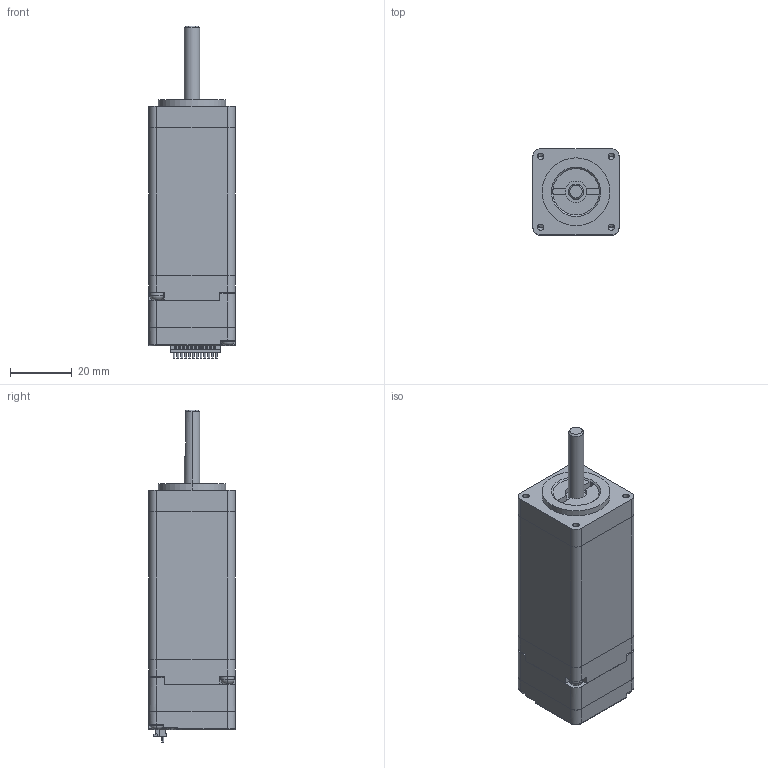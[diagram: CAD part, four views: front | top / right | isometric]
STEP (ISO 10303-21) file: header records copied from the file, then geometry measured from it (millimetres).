
FILE_DESCRIPTION (( 'STEP AP214' ), '1' );
FILE_NAME ('IC28E024.STEP', '2022-07-25T07:48:58', ( '' ), ( '' ), 'SwSTEP 2.0', 'SolidWorks 2022', '' );
FILE_SCHEMA (( 'AUTOMOTIVE_DESIGN' ));
Length unit declared in the file: millimetre
Products named in the file (3): IC28驱动器; IC28_萇儂_綴粣噤5; IC28E024
Assembly tree (2 placements, depth 2):
  IC28E024
    IC28_萇儂_綴粣噤5
    IC28驱动器
Bounding box: 28.01 x 28.01 x 107.8 mm (x, y, z)
Volume: 59294.3 mm3; surface area: 18409.4 mm2
Topology: 2 solids, 4 shells, 1832 faces, 5627 edges, 3630 vertices
Faces by surface type: plane 1554, cylinder 245, torus 18, cone 13, sphere 2
Entity records: 64674 total; most frequent: CARTESIAN_POINT 11558, ORIENTED_EDGE 11234, DIRECTION 9753, EDGE_CURVE 5617, LINE 4987, VECTOR 4987, VERTEX_POINT 3630, AXIS2_PLACEMENT_3D 2383
